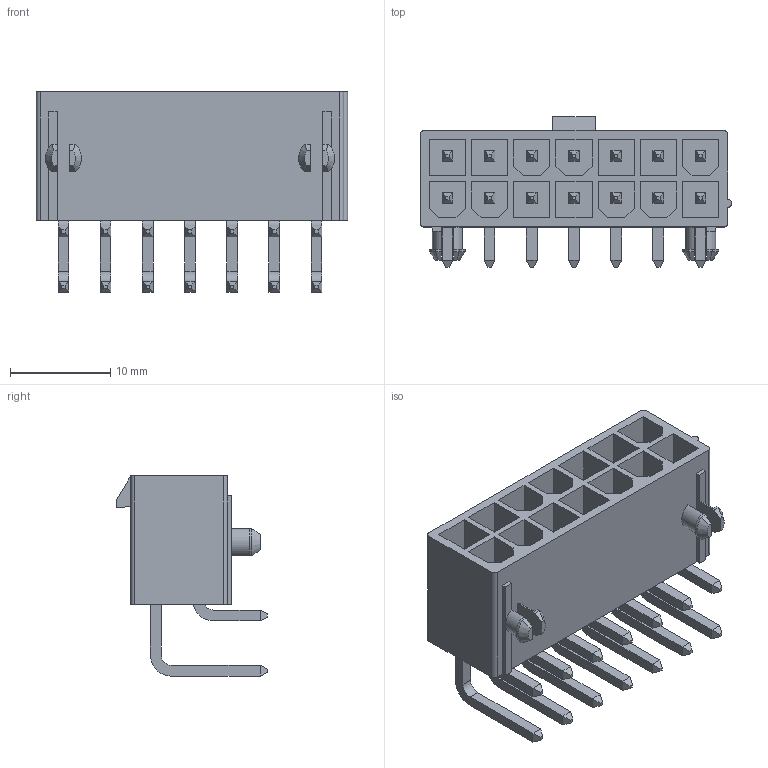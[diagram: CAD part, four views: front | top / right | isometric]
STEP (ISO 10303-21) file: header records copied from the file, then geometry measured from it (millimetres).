
FILE_DESCRIPTION((''),'2;1');
FILE_NAME('039300140','2019-08-08T',('gga'),(''),'PRO/ENGINEER BY PARAMETRIC TECHNOLOGY CORPORATION, 2016010','PRO/ENGINEER BY PARAMETRIC TECHNOLOGY CORPORATION, 2016010','');
FILE_SCHEMA(('CONFIG_CONTROL_DESIGN'));
Length unit declared in the file: millimetre
Products named in the file (1): 039300140
Bounding box: 31 x 15 x 19.93 mm (x, y, z)
Volume: 2477.7 mm3; surface area: 4483.1 mm2
Topology: 1 solids, 1 shells, 443 faces, 1093 edges, 698 vertices
Faces by surface type: plane 398, cylinder 41, cone 4
Entity records: 12762 total; most frequent: CARTESIAN_POINT 2215, ORIENTED_EDGE 2118, DIRECTION 2093, EDGE_CURVE 1059, VECTOR 965, LINE 965, VERTEX_POINT 662, AXIS2_PLACEMENT_3D 564
